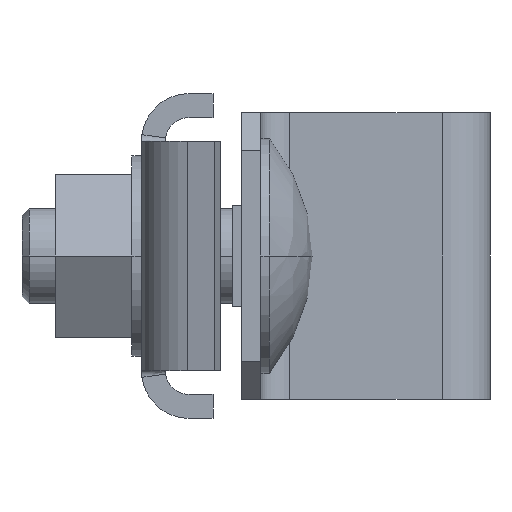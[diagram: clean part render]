
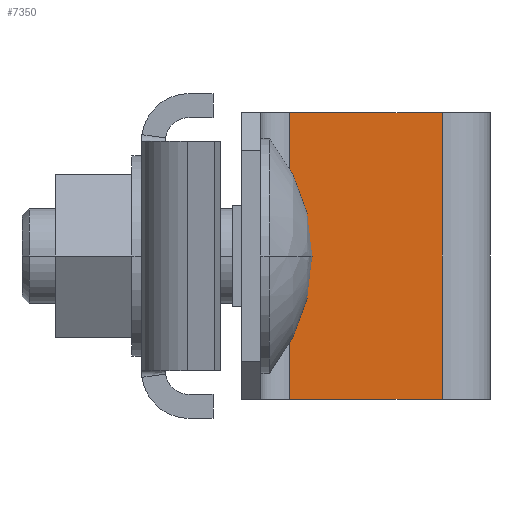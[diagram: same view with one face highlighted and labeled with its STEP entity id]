
A CAD part, left-side view. The second image highlights one B-rep face of the part: STEP entity #7350.
In plain terms, the highlighted planar face has unit normal (-1, 0, 0).
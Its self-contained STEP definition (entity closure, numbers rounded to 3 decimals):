
#710=CARTESIAN_POINT('',(31.,3.,0.));
#720=VERTEX_POINT('',#710);
#750=CARTESIAN_POINT('',(31.,0.,0.));
#760=DIRECTION('',(0.,1.,0.));
#770=VECTOR('',#760,1.);
#780=LINE('',#750,#770);
#790=CARTESIAN_POINT('',(31.,19.,0.));
#800=VERTEX_POINT('',#790);
#810=EDGE_CURVE('',#720,#800,#780,.T.);
#1910=CARTESIAN_POINT('',(31.,19.,-30.));
#1920=VERTEX_POINT('',#1910);
#1950=CARTESIAN_POINT('',(31.,0.,-30.));
#1960=DIRECTION('',(0.,1.,0.));
#1970=VECTOR('',#1960,1.);
#1980=LINE('',#1950,#1970);
#1990=CARTESIAN_POINT('',(31.,3.,-30.));
#2000=VERTEX_POINT('',#1990);
#2010=EDGE_CURVE('',#2000,#1920,#1980,.T.);
#7140=CARTESIAN_POINT('',(31.,22.,0.));
#7150=DIRECTION('',(-1.,0.,0.));
#7160=DIRECTION('',(0.,1.,0.));
#7170=AXIS2_PLACEMENT_3D('',#7140,#7150,#7160);
#7180=PLANE('',#7170);
#7190=ORIENTED_EDGE('',*,*,#810,.T.);
#7200=CARTESIAN_POINT('',(31.,3.,0.));
#7210=DIRECTION('',(0.,0.,-1.));
#7220=VECTOR('',#7210,1.);
#7230=LINE('',#7200,#7220);
#7240=EDGE_CURVE('',#720,#2000,#7230,.T.);
#7250=ORIENTED_EDGE('',*,*,#7240,.F.);
#7260=ORIENTED_EDGE('',*,*,#2010,.F.);
#7270=CARTESIAN_POINT('',(31.,19.,0.));
#7280=DIRECTION('',(0.,0.,-1.));
#7290=VECTOR('',#7280,1.);
#7300=LINE('',#7270,#7290);
#7310=EDGE_CURVE('',#800,#1920,#7300,.T.);
#7320=ORIENTED_EDGE('',*,*,#7310,.T.);
#7330=EDGE_LOOP('',(#7320,#7260,#7250,#7190));
#7340=FACE_OUTER_BOUND('',#7330,.T.);
#7350=ADVANCED_FACE('',(#7340),#7180,.T.);
